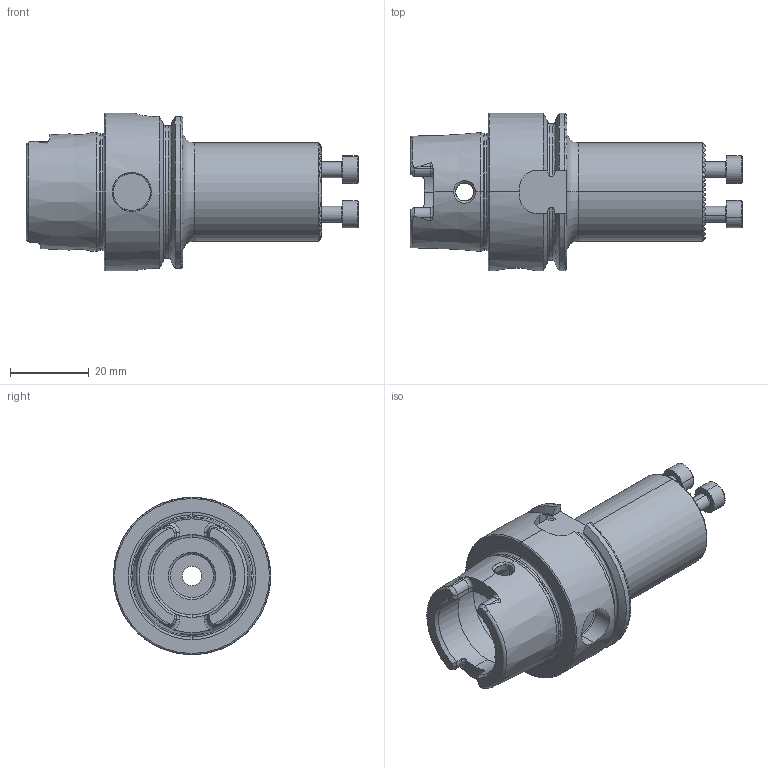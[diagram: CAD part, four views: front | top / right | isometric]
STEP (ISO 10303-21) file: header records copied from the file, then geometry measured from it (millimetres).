
FILE_DESCRIPTION (( 'STEP AP214' ), '1' );
FILE_NAME ('HA4.WK3.025.090.STEP', '2020-09-16T12:42:38', ( '' ), ( '' ), 'SwSTEP 2.0', 'SolidWorks 2017', '' );
FILE_SCHEMA (( 'AUTOMOTIVE_DESIGN' ));
Length unit declared in the file: millimetre
Products named in the file (4): HA4.WK3.025.090; HA4-WK3.025.090_A; DIN 3771 - 6x1; ISO 4762 - M4 x 12
Assembly tree (5 placements, depth 2):
  HA4.WK3.025.090
    HA4-WK3.025.090_A
    ISO 4762 - M4 x 12  x3
    DIN 3771 - 6x1
Bounding box: 84.4 x 40 x 40 mm (x, y, z)
Volume: 41061.6 mm3; surface area: 14509.5 mm2
Topology: 5 solids, 5 shells, 448 faces, 1197 edges, 752 vertices
Faces by surface type: plane 221, cylinder 114, cone 60, torus 49, bspline 4
Entity records: 15736 total; most frequent: CARTESIAN_POINT 4840, ORIENTED_EDGE 2142, DIRECTION 1803, EDGE_CURVE 1071, AXIS2_PLACEMENT_3D 713, VERTEX_POINT 686, EDGE_LOOP 405, FACE_OUTER_BOUND 394
